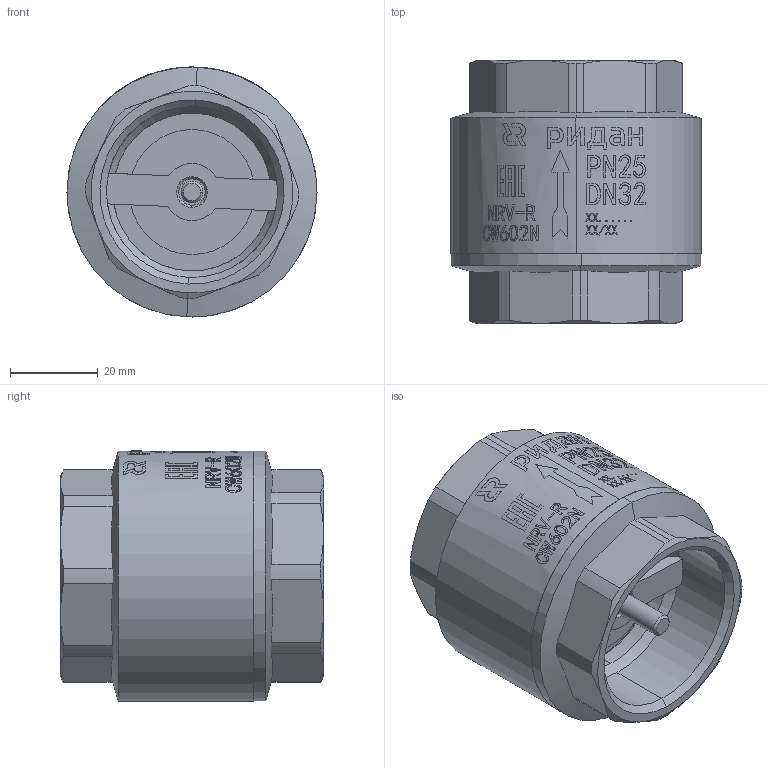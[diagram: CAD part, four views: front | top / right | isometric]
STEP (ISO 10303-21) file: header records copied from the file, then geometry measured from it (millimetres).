
FILE_DESCRIPTION (( 'STEP AP214' ), '1' );
FILE_NAME ('砦隙概1.25.STEP', '2023-03-07T06:57:36', ( '' ), ( '' ), 'SwSTEP 2.0', 'SolidWorks 2016', '' );
FILE_SCHEMA (( 'AUTOMOTIVE_DESIGN' ));
Length unit declared in the file: millimetre
Products named in the file (6): 概极2110103_趼; 砦隙概1.25; 概簽; 菜え; 1.25粟銅砦隙概郋3000703100023; 粟銅 蚾饜
Assembly tree (5 placements, depth 2):
  砦隙概1.25
    概极2110103_趼
    粟銅 蚾饜
    1.25粟銅砦隙概郋3000703100023
    菜え
    概簽
Bounding box: 57 x 60 x 57.01 mm (x, y, z)
Volume: 52676.7 mm3; surface area: 36165 mm2
Topology: 5 solids, 5 shells, 655 faces, 1695 edges, 1109 vertices
Faces by surface type: plane 287, bspline 192, cylinder 120, cone 48, torus 8
Entity records: 44708 total; most frequent: CARTESIAN_POINT 29859, ORIENTED_EDGE 3390, DIRECTION 2425, EDGE_CURVE 1695, VERTEX_POINT 1109, AXIS2_PLACEMENT_3D 976, EDGE_LOOP 728, B_SPLINE_CURVE_WITH_KNOTS 717
